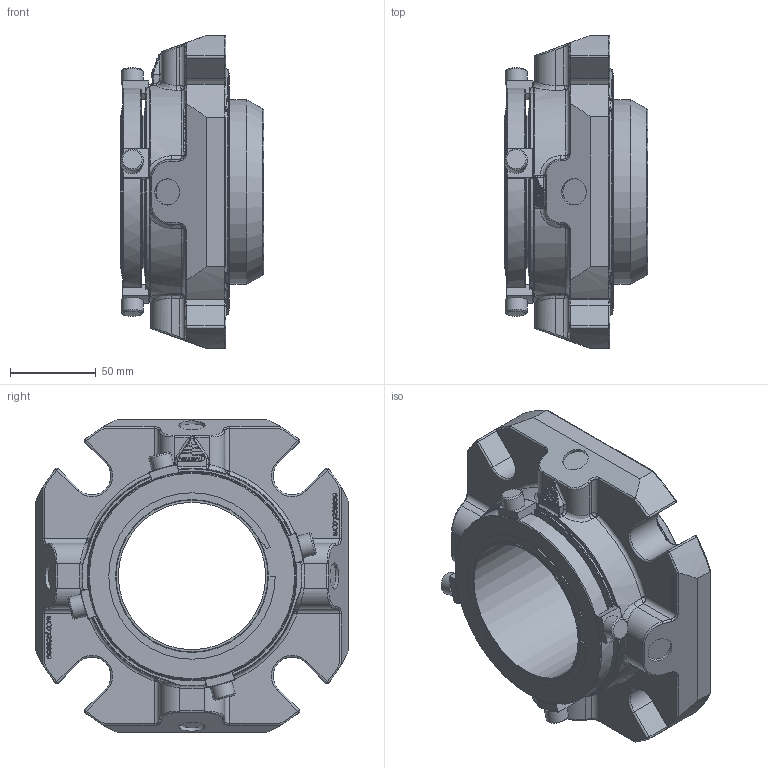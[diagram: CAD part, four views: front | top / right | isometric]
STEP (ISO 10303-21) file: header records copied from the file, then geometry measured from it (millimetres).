
FILE_DESCRIPTION(/* description */ ('Unknown'),/* implementation_level */ '2;1');
FILE_NAME(/* name */ '3.375 SMSS SEAL ARRANGEMENT',/* time_stamp */ '2023-04-17T15:38:40+01:00',/* author */ ('Unknown'),/* organization */ ('Unknown'),/* preprocessor_version */ 'ST-DEVELOPER v18.102',/* originating_system */ 'Solid Edge',/* authorisation */ 'Unknown');
FILE_SCHEMA (('AUTOMOTIVE_DESIGN {1 0 10303 214 3 1 1}'));
Length unit declared in the file: millimetre
Products named in the file (1): 3.375
Bounding box: 83.46 x 182.12 x 182.12 mm (x, y, z)
Volume: 859209.5 mm3; surface area: 120989.7 mm2
Topology: 1 solids, 1 shells, 915 faces, 2357 edges, 1436 vertices
Faces by surface type: cylinder 272, plane 250, bspline 243, torus 91, sphere 34, cone 25
Full cylindrical faces by diameter (mm): 2.194 x1, 13 x4, 15.25 x4, 85.725 x1, 88.875 x2, 89.535 x1, 96.825 x1, 104.267 x1, 107.569 x1, 120.65 x2, 122.174 x1, 138 x1, 142.516 x1
Entity records: 32417 total; most frequent: CARTESIAN_POINT 12056, ORIENTED_EDGE 4496, DIRECTION 3794, EDGE_CURVE 2248, AXIS2_PLACEMENT_3D 1428, VERTEX_POINT 1412, EDGE_LOOP 1010, FACE_BOUND 1010
